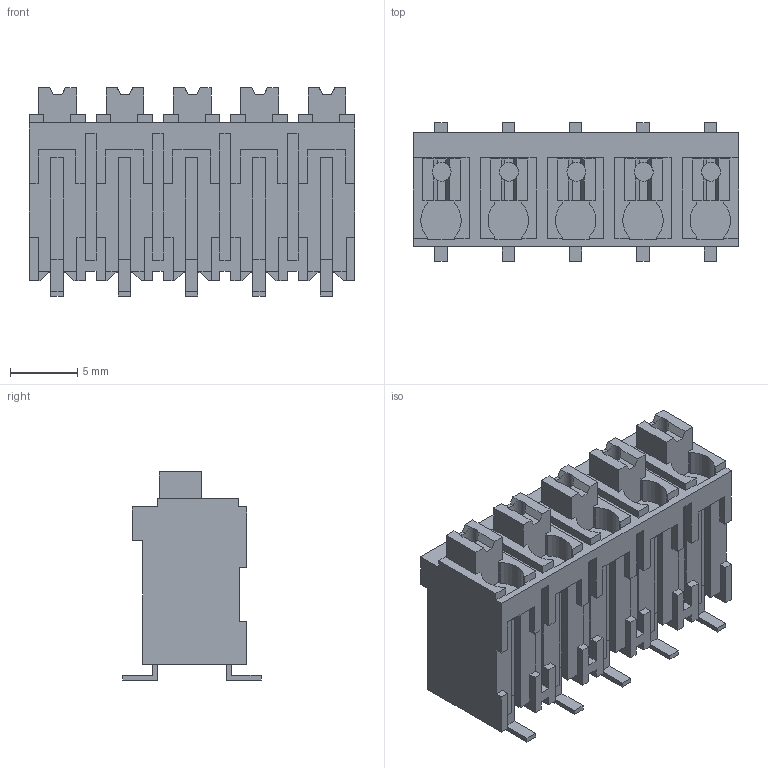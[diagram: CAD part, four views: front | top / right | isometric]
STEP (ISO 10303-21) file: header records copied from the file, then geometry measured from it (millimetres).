
FILE_DESCRIPTION(('CATIA V5 STEP Exchange','CAx-IF Rec.Pracs.--- Model Styling and Organization---1.2---2011-12-15'),'2;1');
FILE_NAME ('D1452223_0_1473640000_1473640000.stp','2018-03-29T12:26:49+00:00',('none'),('Weidmueller'),'CATIA Version 5-6 Release 2014','CATIA V5 STEP AP214','none');
FILE_SCHEMA(('AUTOMOTIVE_DESIGN { 1 0 10303 214 1 1 1 1 }'));
Length unit declared in the file: millimetre
Products named in the file (1): 1473640000
Bounding box: 24.15 x 10.3 x 15.46 mm (x, y, z)
Volume: 1978.3 mm3; surface area: 2143.1 mm2
Topology: 16 solids, 16 shells, 468 faces, 1311 edges, 878 vertices
Faces by surface type: plane 448, cylinder 20
Entity records: 14518 total; most frequent: CARTESIAN_POINT 2664, ORIENTED_EDGE 2622, DIRECTION 1923, EDGE_CURVE 1311, VECTOR 1231, LINE 1231, VERTEX_POINT 878, EDGE_LOOP 471
